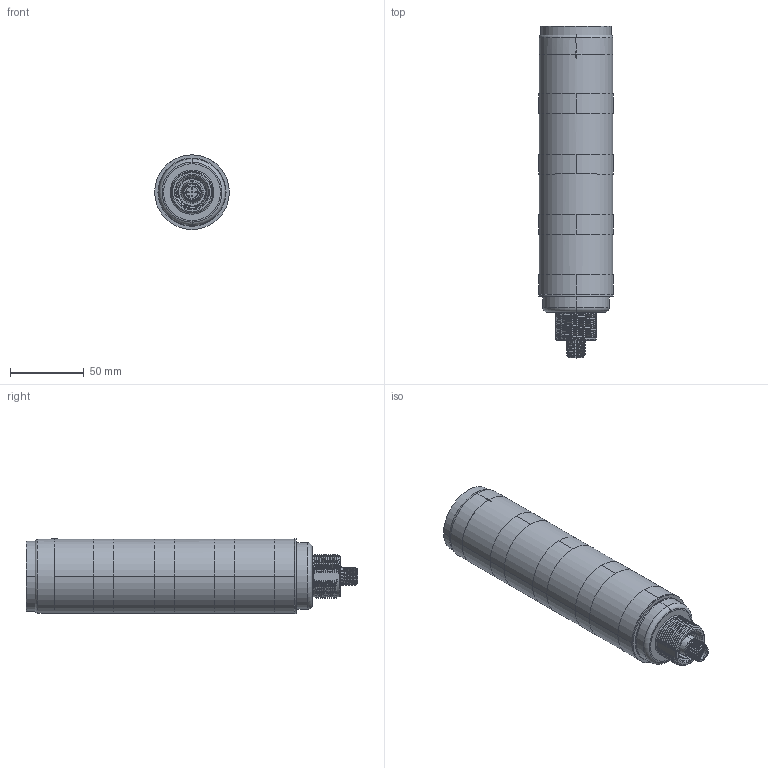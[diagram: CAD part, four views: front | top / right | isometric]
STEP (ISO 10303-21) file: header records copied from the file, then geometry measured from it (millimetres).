
FILE_DESCRIPTION((''),'2;1');
FILE_NAME('212918_ASM','2019-07-26T07:38:44',('pdmadmin'),('BANNER ENGINEERING'),'CREO PARAMETRIC BY PTC INC, 2018300','CREO PARAMETRIC BY PTC INC, 2018300','');
FILE_SCHEMA(('CONFIG_CONTROL_DESIGN'));
Products named in the file (6): 212350; 186251; 41089; 212361; 212363; 212918_ASM
Assembly tree (5 placements, depth 2):
  212918_ASM
    212350
    186251
    41089
    212361
    212363
Bounding box: 50.5 x 224.31 x 50.75 mm (x, y, z)
Volume: 109501.6 mm3; surface area: 94640.1 mm2
Topology: 5 solids, 12 shells, 1121 faces, 2716 edges, 1650 vertices
Faces by surface type: cylinder 369, bspline 275, plane 245, torus 113, cone 67, sphere 48, extrusion 4
Entity records: 64840 total; most frequent: CARTESIAN_POINT 40459, ORIENTED_EDGE 5402, DIRECTION 4640, EDGE_CURVE 2714, AXIS2_PLACEMENT_3D 1926, VERTEX_POINT 1650, EDGE_LOOP 1173, FACE_OUTER_BOUND 1121
